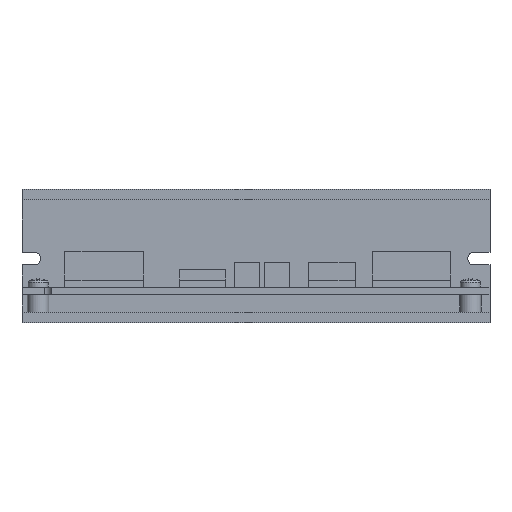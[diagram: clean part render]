
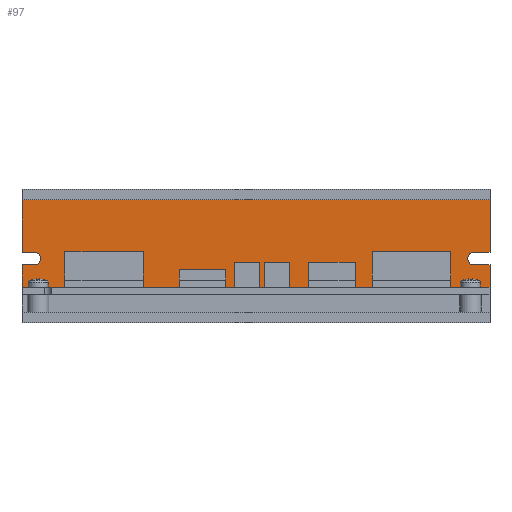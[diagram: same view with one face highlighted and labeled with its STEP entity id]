
A CAD part, front view. The second image highlights one B-rep face of the part: STEP entity #97.
In plain terms, the highlighted planar face has unit normal (0, -1, 0).
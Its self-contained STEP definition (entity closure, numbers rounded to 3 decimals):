
#97 = ADVANCED_FACE( '', ( #250 ), #251, .F. );
#250 = FACE_OUTER_BOUND( '', #520, .T. );
#251 = PLANE( '', #521 );
#520 = EDGE_LOOP( '', ( #1022, #1023, #1024, #1025, #1026, #1027, #1028, #1029, #1030, #1031, #1032, #1033 ) );
#521 = AXIS2_PLACEMENT_3D( '', #1034, #1035, #1036 );
#1022 = ORIENTED_EDGE( '', *, *, #1930, .T. );
#1023 = ORIENTED_EDGE( '', *, *, #1931, .T. );
#1024 = ORIENTED_EDGE( '', *, *, #1932, .T. );
#1025 = ORIENTED_EDGE( '', *, *, #1870, .F. );
#1026 = ORIENTED_EDGE( '', *, *, #1933, .T. );
#1027 = ORIENTED_EDGE( '', *, *, #1934, .T. );
#1028 = ORIENTED_EDGE( '', *, *, #1935, .T. );
#1029 = ORIENTED_EDGE( '', *, *, #1936, .T. );
#1030 = ORIENTED_EDGE( '', *, *, #1937, .T. );
#1031 = ORIENTED_EDGE( '', *, *, #1938, .T. );
#1032 = ORIENTED_EDGE( '', *, *, #1939, .F. );
#1033 = ORIENTED_EDGE( '', *, *, #1855, .F. );
#1034 = CARTESIAN_POINT( '', ( 131., 66., 34.5 ) );
#1035 = DIRECTION( '', ( 0., 1., 0. ) );
#1036 = DIRECTION( '', ( 0., 0., 1. ) );
#1855 = EDGE_CURVE( '', #2216, #2219, #2220, .T. );
#1870 = EDGE_CURVE( '', #2247, #2249, #2250, .T. );
#1930 = EDGE_CURVE( '', #2216, #2366, #2367, .T. );
#1931 = EDGE_CURVE( '', #2366, #2368, #2369, .T. );
#1932 = EDGE_CURVE( '', #2368, #2249, #2370, .T. );
#1933 = EDGE_CURVE( '', #2247, #2371, #2372, .T. );
#1934 = EDGE_CURVE( '', #2371, #2373, #2374, .T. );
#1935 = EDGE_CURVE( '', #2373, #2375, #2376, .T. );
#1936 = EDGE_CURVE( '', #2375, #2377, #2378, .T. );
#1937 = EDGE_CURVE( '', #2377, #2379, #2380, .T. );
#1938 = EDGE_CURVE( '', #2379, #2381, #2382, .T. );
#1939 = EDGE_CURVE( '', #2219, #2381, #2383, .T. );
#2216 = VERTEX_POINT( '', #2876 );
#2219 = VERTEX_POINT( '', #2880 );
#2220 = LINE( '', #2881, #2882 );
#2247 = VERTEX_POINT( '', #2922 );
#2249 = VERTEX_POINT( '', #2925 );
#2250 = LINE( '', #2926, #2927 );
#2366 = VERTEX_POINT( '', #3095 );
#2367 = LINE( '', #3096, #3097 );
#2368 = VERTEX_POINT( '', #3098 );
#2369 = CIRCLE( '', #3099, 1.75 );
#2370 = LINE( '', #3100, #3101 );
#2371 = VERTEX_POINT( '', #3102 );
#2372 = LINE( '', #3103, #3104 );
#2373 = VERTEX_POINT( '', #3105 );
#2374 = LINE( '', #3106, #3107 );
#2375 = VERTEX_POINT( '', #3108 );
#2376 = LINE( '', #3109, #3110 );
#2377 = VERTEX_POINT( '', #3111 );
#2378 = CIRCLE( '', #3112, 1.75 );
#2379 = VERTEX_POINT( '', #3113 );
#2380 = LINE( '', #3114, #3115 );
#2381 = VERTEX_POINT( '', #3116 );
#2382 = LINE( '', #3117, #3118 );
#2383 = LINE( '', #3119, #3120 );
#2876 = CARTESIAN_POINT( '', ( 131., 66., 16.25 ) );
#2880 = CARTESIAN_POINT( '', ( 131., 66., 10.05 ) );
#2881 = CARTESIAN_POINT( '', ( 131., 66., 34.5 ) );
#2882 = VECTOR( '', #3593, 1000. );
#2922 = CARTESIAN_POINT( '', ( 131., 66., 34.5 ) );
#2925 = CARTESIAN_POINT( '', ( 131., 66., 19.75 ) );
#2926 = CARTESIAN_POINT( '', ( 131., 66., 34.5 ) );
#2927 = VECTOR( '', #3608, 1000. );
#3095 = CARTESIAN_POINT( '', ( 126.5, 66., 16.25 ) );
#3096 = CARTESIAN_POINT( '', ( 133., 66., 16.25 ) );
#3097 = VECTOR( '', #3682, 1000. );
#3098 = CARTESIAN_POINT( '', ( 126.5, 66., 19.75 ) );
#3099 = AXIS2_PLACEMENT_3D( '', #3683, #3684, #3685 );
#3100 = CARTESIAN_POINT( '', ( 126.5, 66., 19.75 ) );
#3101 = VECTOR( '', #3686, 1000. );
#3102 = CARTESIAN_POINT( '', ( 0., 66., 34.5 ) );
#3103 = CARTESIAN_POINT( '', ( 131., 66., 34.5 ) );
#3104 = VECTOR( '', #3687, 1000. );
#3105 = CARTESIAN_POINT( '', ( 0., 66., 19.75 ) );
#3106 = CARTESIAN_POINT( '', ( 0., 66., 34.5 ) );
#3107 = VECTOR( '', #3688, 1000. );
#3108 = CARTESIAN_POINT( '', ( 3.5, 66., 19.75 ) );
#3109 = CARTESIAN_POINT( '', ( 0., 66., 19.75 ) );
#3110 = VECTOR( '', #3689, 1000. );
#3111 = CARTESIAN_POINT( '', ( 3.5, 66., 16.25 ) );
#3112 = AXIS2_PLACEMENT_3D( '', #3690, #3691, #3692 );
#3113 = CARTESIAN_POINT( '', ( 0., 66., 16.25 ) );
#3114 = CARTESIAN_POINT( '', ( 3.5, 66., 16.25 ) );
#3115 = VECTOR( '', #3693, 1000. );
#3116 = CARTESIAN_POINT( '', ( 0., 66., 10.05 ) );
#3117 = CARTESIAN_POINT( '', ( 0., 66., 34.5 ) );
#3118 = VECTOR( '', #3694, 1000. );
#3119 = CARTESIAN_POINT( '', ( 131., 66., 10.05 ) );
#3120 = VECTOR( '', #3695, 1000. );
#3593 = DIRECTION( '', ( 0., 0., -1. ) );
#3608 = DIRECTION( '', ( 0., 0., -1. ) );
#3682 = DIRECTION( '', ( -1., 0., 0. ) );
#3683 = CARTESIAN_POINT( '', ( 126.5, 66., 18. ) );
#3684 = DIRECTION( '', ( 0., 1., 0. ) );
#3685 = DIRECTION( '', ( 1., 0., 0. ) );
#3686 = DIRECTION( '', ( 1., 0., 0. ) );
#3687 = DIRECTION( '', ( -1., 0., 0. ) );
#3688 = DIRECTION( '', ( 0., 0., -1. ) );
#3689 = DIRECTION( '', ( 1., 0., 0. ) );
#3690 = CARTESIAN_POINT( '', ( 3.5, 66., 18. ) );
#3691 = DIRECTION( '', ( 0., 1., 0. ) );
#3692 = DIRECTION( '', ( 1., 0., 0. ) );
#3693 = DIRECTION( '', ( -1., 0., 0. ) );
#3694 = DIRECTION( '', ( 0., 0., -1. ) );
#3695 = DIRECTION( '', ( -1., 0., 0. ) );
